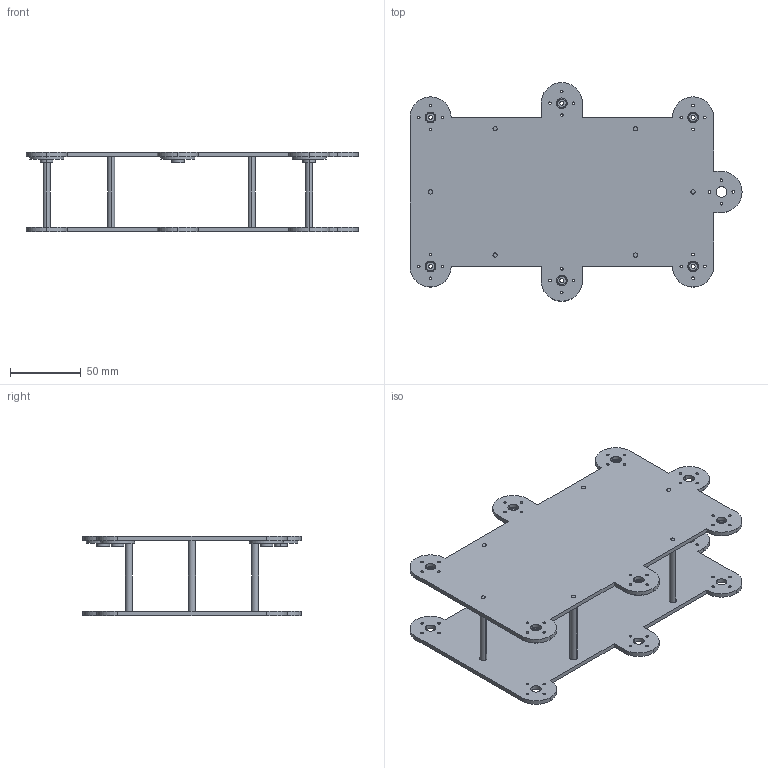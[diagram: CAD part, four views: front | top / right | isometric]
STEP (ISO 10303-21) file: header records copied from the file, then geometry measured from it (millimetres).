
FILE_DESCRIPTION (( 'STEP AP203' ), '1' );
FILE_NAME ('Body.STEP', '2016-06-07T10:08:20', ( 'User' ), ( 'Hewlett-Packard Company' ), 'SwSTEP 2.0', 'SolidWorks 2015', '' );
FILE_SCHEMA (( 'CONFIG_CONTROL_DESIGN' ));
Length unit declared in the file: millimetre
Products named in the file (4): HMSH-01; 嚦鍣罻; body; Body
Assembly tree (14 placements, depth 2):
  Body
    body  x2
    HMSH-01  x6
    嚦鍣罻  x6
Bounding box: 234 x 154 x 56 mm (x, y, z)
Volume: 162426.5 mm3; surface area: 120192.8 mm2
Topology: 14 solids, 14 shells, 430 faces, 1098 edges, 732 vertices
Faces by surface type: cylinder 340, plane 90
Entity records: 5633 total; most frequent: DIRECTION 949, CARTESIAN_POINT 815, ORIENTED_EDGE 786, AXIS2_PLACEMENT_3D 396, EDGE_CURVE 393, VERTEX_POINT 262, EDGE_LOOP 241, CIRCLE 236
